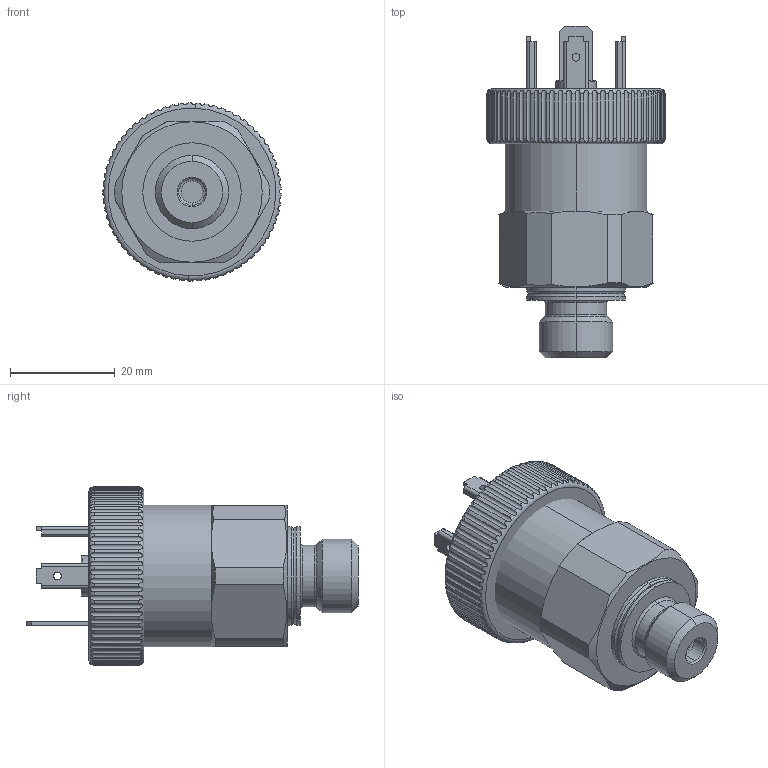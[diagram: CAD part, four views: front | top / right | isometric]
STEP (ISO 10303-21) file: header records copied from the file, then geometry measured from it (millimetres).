
FILE_DESCRIPTION (( 'STEP AP214' ), '1' );
FILE_NAME ('828X.XX.XX.31.05.STEP', '2017-07-03T13:50:06', ( 'upgadmin' ), ( 'Hewlett-Packard Company' ), 'SwSTEP 2.0', 'SolidWorks 2016', '' );
FILE_SCHEMA (( 'AUTOMOTIVE_DESIGN' ));
Length unit declared in the file: millimetre
Products named in the file (7): 31_C29372; 828X.XX.XX.31.05; ﾜ-Mutter_E01220; Stiftplatte_DIN-Stecker; ﾜ-Mutter
Assembly tree (3 placements, depth 2):
  31_C29372
  828X.XX.XX.31.05
    31_C29372
    Stiftplatte_DIN-Stecker
    ﾜ-Mutter_E01220
  ﾜ-Mutter
  Stiftplatte_DIN-Stecker
Bounding box: 34 x 63.35 x 34 mm (x, y, z)
Volume: 28764.9 mm3; surface area: 10737.7 mm2
Topology: 3 solids, 3 shells, 458 faces, 1245 edges, 814 vertices
Faces by surface type: cylinder 237, plane 156, bspline 25, torus 22, cone 18
Entity records: 19260 total; most frequent: CARTESIAN_POINT 6311, ORIENTED_EDGE 2490, DIRECTION 2261, EDGE_CURVE 1245, AXIS2_PLACEMENT_3D 830, VERTEX_POINT 814, VECTOR 601, LINE 601
